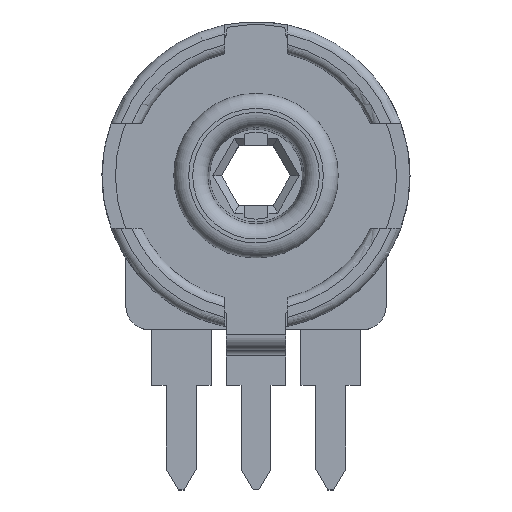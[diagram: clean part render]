
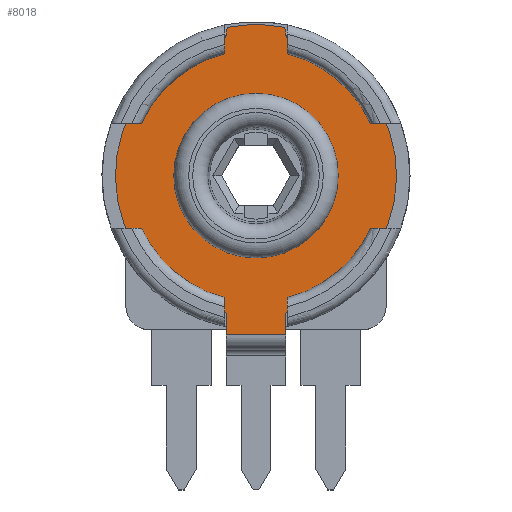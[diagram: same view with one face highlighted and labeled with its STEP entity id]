
A CAD part, top view. The second image highlights one B-rep face of the part: STEP entity #8018.
In plain terms, the highlighted planar face has unit normal (0, 0, 1).
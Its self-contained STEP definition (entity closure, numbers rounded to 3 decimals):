
#109 = VERTEX_POINT ( 'NONE', #266 ) ;
#266 = CARTESIAN_POINT ( 'NONE',  ( -1., 4.727, 0.3 ) ) ;
#341 = VERTEX_POINT ( 'NONE', #10707 ) ;
#521 = CARTESIAN_POINT ( 'NONE',  ( 1., -7.8, 0.3 ) ) ;
#652 = ORIENTED_EDGE ( 'NONE', *, *, #10402, .F. ) ;
#770 = ORIENTED_EDGE ( 'NONE', *, *, #2539, .T. ) ;
#793 = CIRCLE ( 'NONE', #6637, 0.17 ) ;
#957 = VERTEX_POINT ( 'NONE', #4443 ) ;
#979 = VERTEX_POINT ( 'NONE', #6511 ) ;
#1067 = AXIS2_PLACEMENT_3D ( 'NONE', #7213, #1146, #8205 ) ;
#1146 = DIRECTION ( 'NONE',  ( 0., 0., 1. ) ) ;
#1167 = EDGE_CURVE ( 'NONE', #109, #9087, #9977, .T. ) ;
#1453 = EDGE_CURVE ( 'NONE', #341, #109, #11859, .T. ) ;
#1766 = CARTESIAN_POINT ( 'NONE',  ( -1.17, 4.727, 0.3 ) ) ;
#1882 = VECTOR ( 'NONE', #7789, 1000. ) ;
#2278 = CIRCLE ( 'NONE', #6557, 0.17 ) ;
#2330 = EDGE_CURVE ( 'NONE', #6851, #4479, #12300, .T. ) ;
#2341 = VERTEX_POINT ( 'NONE', #6838 ) ;
#2373 = ORIENTED_EDGE ( 'NONE', *, *, #1167, .T. ) ;
#2512 = DIRECTION ( 'NONE',  ( 0., 0., 1. ) ) ;
#2539 = EDGE_CURVE ( 'NONE', #979, #2341, #11056, .T. ) ;
#2700 = LINE ( 'NONE', #12333, #4767 ) ;
#2724 = VERTEX_POINT ( 'NONE', #8532 ) ;
#2726 = CARTESIAN_POINT ( 'NONE',  ( 0.33, -5.325, 0.3 ) ) ;
#2749 = EDGE_CURVE ( 'NONE', #8522, #341, #793, .T. ) ;
#2760 = DIRECTION ( 'NONE',  ( -1., 0., 0. ) ) ;
#2780 = FACE_BOUND ( 'NONE', #6124, .T. ) ;
#3155 = DIRECTION ( 'NONE',  ( 1., 0., 0. ) ) ;
#3381 = CARTESIAN_POINT ( 'NONE',  ( -1.129, 4.562, 0.3 ) ) ;
#3388 = AXIS2_PLACEMENT_3D ( 'NONE', #11305, #5230, #3155 ) ;
#3531 = DIRECTION ( 'NONE',  ( 0., 1., 0. ) ) ;
#3580 = CARTESIAN_POINT ( 'NONE',  ( -1., -5.325, 0.3 ) ) ;
#3676 = CARTESIAN_POINT ( 'NONE',  ( 1., -4.592, 0.3 ) ) ;
#3796 = CARTESIAN_POINT ( 'NONE',  ( -0.83, 4.809, 0.3 ) ) ;
#3866 = DIRECTION ( 'NONE',  ( 0., 0., 1. ) ) ;
#3882 = AXIS2_PLACEMENT_3D ( 'NONE', #9942, #3866, #10963 ) ;
#3948 = ORIENTED_EDGE ( 'NONE', *, *, #5504, .T. ) ;
#4143 = ORIENTED_EDGE ( 'NONE', *, *, #4397, .T. ) ;
#4397 = EDGE_CURVE ( 'NONE', #9087, #2724, #11342, .T. ) ;
#4443 = CARTESIAN_POINT ( 'NONE',  ( 0.859, 4.976, 0.3 ) ) ;
#4479 = VERTEX_POINT ( 'NONE', #3580 ) ;
#4591 = DIRECTION ( 'NONE',  ( 0., 0., -1. ) ) ;
#4717 = DIRECTION ( 'NONE',  ( 0., 0., 1. ) ) ;
#4767 = VECTOR ( 'NONE', #11339, 1000. ) ;
#4838 = DIRECTION ( 'NONE',  ( -1., 0., 0. ) ) ;
#4970 = CIRCLE ( 'NONE', #10961, 0.17 ) ;
#5088 = ORIENTED_EDGE ( 'NONE', *, *, #9495, .T. ) ;
#5230 = DIRECTION ( 'NONE',  ( 0., 0., 1. ) ) ;
#5341 = CARTESIAN_POINT ( 'NONE',  ( 2.6, 0., 0.3 ) ) ;
#5504 = EDGE_CURVE ( 'NONE', #6080, #979, #2278, .T. ) ;
#5675 = ORIENTED_EDGE ( 'NONE', *, *, #8940, .T. ) ;
#5861 = ORIENTED_EDGE ( 'NONE', *, *, #1453, .T. ) ;
#5875 = AXIS2_PLACEMENT_3D ( 'NONE', #8039, #12095, #6063 ) ;
#5917 = VECTOR ( 'NONE', #3531, 1000. ) ;
#6036 = EDGE_CURVE ( 'NONE', #6851, #7372, #11588, .T. ) ;
#6063 = DIRECTION ( 'NONE',  ( 1., 0., 0. ) ) ;
#6080 = VERTEX_POINT ( 'NONE', #12860 ) ;
#6124 = EDGE_LOOP ( 'NONE', ( #652 ) ) ;
#6511 = CARTESIAN_POINT ( 'NONE',  ( 1., 4.727, 0.3 ) ) ;
#6557 = AXIS2_PLACEMENT_3D ( 'NONE', #10654, #4591, #11666 ) ;
#6637 = AXIS2_PLACEMENT_3D ( 'NONE', #3796, #10891, #4838 ) ;
#6771 = ORIENTED_EDGE ( 'NONE', *, *, #2330, .F. ) ;
#6838 = CARTESIAN_POINT ( 'NONE',  ( 1., 4.809, 0.3 ) ) ;
#6851 = VERTEX_POINT ( 'NONE', #7285 ) ;
#6860 = EDGE_CURVE ( 'NONE', #2724, #4479, #2700, .T. ) ;
#7070 = CIRCLE ( 'NONE', #3388, 2.6 ) ;
#7213 = CARTESIAN_POINT ( 'NONE',  ( 0., 0., 0.3 ) ) ;
#7238 = DIRECTION ( 'NONE',  ( 0., 1., 0. ) ) ;
#7285 = CARTESIAN_POINT ( 'NONE',  ( 1., -5.325, 0.3 ) ) ;
#7372 = VERTEX_POINT ( 'NONE', #3676 ) ;
#7789 = DIRECTION ( 'NONE',  ( -1., 0., 0. ) ) ;
#7845 = VERTEX_POINT ( 'NONE', #5341 ) ;
#8018 = ADVANCED_FACE ( 'NONE', ( #8182, #2780 ), #11095, .T. ) ;
#8039 = CARTESIAN_POINT ( 'NONE',  ( 0.33, -10.562, 0.3 ) ) ;
#8182 = FACE_OUTER_BOUND ( 'NONE', #11097, .T. ) ;
#8199 = CARTESIAN_POINT ( 'NONE',  ( 1., 4.809, 0.3 ) ) ;
#8205 = DIRECTION ( 'NONE',  ( 1., 0., 0. ) ) ;
#8522 = VERTEX_POINT ( 'NONE', #10590 ) ;
#8532 = CARTESIAN_POINT ( 'NONE',  ( -1., -4.592, 0.3 ) ) ;
#8578 = CARTESIAN_POINT ( 'NONE',  ( 0.83, 4.809, 0.3 ) ) ;
#8826 = DIRECTION ( 'NONE',  ( 0., 0., -1. ) ) ;
#8940 = EDGE_CURVE ( 'NONE', #957, #8522, #10383, .T. ) ;
#9086 = DIRECTION ( 'NONE',  ( 0., -1., 0. ) ) ;
#9087 = VERTEX_POINT ( 'NONE', #3381 ) ;
#9495 = EDGE_CURVE ( 'NONE', #2341, #957, #4970, .T. ) ;
#9597 = DIRECTION ( 'NONE',  ( -1., 0., 0. ) ) ;
#9942 = CARTESIAN_POINT ( 'NONE',  ( 0., 0., 0.3 ) ) ;
#9977 = CIRCLE ( 'NONE', #10852, 0.17 ) ;
#10065 = CARTESIAN_POINT ( 'NONE',  ( -1., 4.809, 0.3 ) ) ;
#10383 = CIRCLE ( 'NONE', #1067, 5.05 ) ;
#10402 = EDGE_CURVE ( 'NONE', #7845, #7845, #7070, .T. ) ;
#10590 = CARTESIAN_POINT ( 'NONE',  ( -0.859, 4.976, 0.3 ) ) ;
#10634 = EDGE_CURVE ( 'NONE', #7372, #6080, #12857, .T. ) ;
#10654 = CARTESIAN_POINT ( 'NONE',  ( 1.17, 4.727, 0.3 ) ) ;
#10707 = CARTESIAN_POINT ( 'NONE',  ( -1., 4.809, 0.3 ) ) ;
#10780 = CARTESIAN_POINT ( 'NONE',  ( 0., 0., 0.3 ) ) ;
#10852 = AXIS2_PLACEMENT_3D ( 'NONE', #1766, #8826, #2760 ) ;
#10891 = DIRECTION ( 'NONE',  ( 0., 0., 1. ) ) ;
#10961 = AXIS2_PLACEMENT_3D ( 'NONE', #8578, #2512, #9597 ) ;
#10963 = DIRECTION ( 'NONE',  ( 1., 0., 0. ) ) ;
#11056 = LINE ( 'NONE', #8199, #13070 ) ;
#11095 = PLANE ( 'NONE',  #5875 ) ;
#11097 = EDGE_LOOP ( 'NONE', ( #6771, #12844, #11419, #3948, #770, #5088, #5675, #11602, #5861, #2373, #4143, #11566 ) ) ;
#11305 = CARTESIAN_POINT ( 'NONE',  ( 0., 0., 0.3 ) ) ;
#11339 = DIRECTION ( 'NONE',  ( 0., -1., 0. ) ) ;
#11342 = CIRCLE ( 'NONE', #3882, 4.7 ) ;
#11419 = ORIENTED_EDGE ( 'NONE', *, *, #10634, .T. ) ;
#11530 = VECTOR ( 'NONE', #9086, 1000. ) ;
#11566 = ORIENTED_EDGE ( 'NONE', *, *, #6860, .T. ) ;
#11588 = LINE ( 'NONE', #521, #5917 ) ;
#11602 = ORIENTED_EDGE ( 'NONE', *, *, #2749, .T. ) ;
#11666 = DIRECTION ( 'NONE',  ( 1., 0., 0. ) ) ;
#11796 = DIRECTION ( 'NONE',  ( 1., 0., 0. ) ) ;
#11859 = LINE ( 'NONE', #10065, #11530 ) ;
#12095 = DIRECTION ( 'NONE',  ( 0., 0., 1. ) ) ;
#12300 = LINE ( 'NONE', #2726, #1882 ) ;
#12333 = CARTESIAN_POINT ( 'NONE',  ( -1., -7.8, 0.3 ) ) ;
#12844 = ORIENTED_EDGE ( 'NONE', *, *, #6036, .T. ) ;
#12857 = CIRCLE ( 'NONE', #12886, 4.7 ) ;
#12860 = CARTESIAN_POINT ( 'NONE',  ( 1.129, 4.562, 0.3 ) ) ;
#12886 = AXIS2_PLACEMENT_3D ( 'NONE', #10780, #4717, #11796 ) ;
#13070 = VECTOR ( 'NONE', #7238, 1000. ) ;
